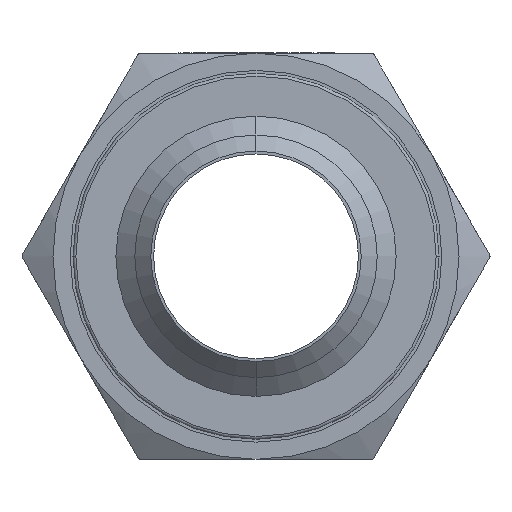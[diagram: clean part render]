
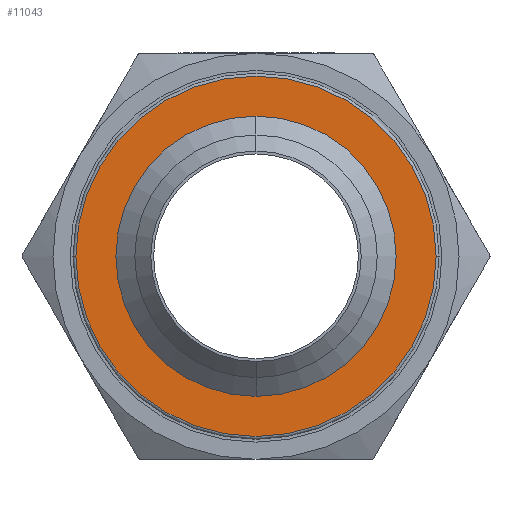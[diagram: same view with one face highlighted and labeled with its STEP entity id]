
A CAD part, left-side view. The second image highlights one B-rep face of the part: STEP entity #11043.
In plain terms, the highlighted planar face has unit normal (-1, 0, 0).
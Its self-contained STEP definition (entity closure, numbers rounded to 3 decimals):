
#306 = DIRECTION ( 'NONE',  ( 0., 0., -1. ) ) ;
#348 = CARTESIAN_POINT ( 'NONE',  ( -12.7, 0., 0. ) ) ;
#1043 = DIRECTION ( 'NONE',  ( -1., 0., 0. ) ) ;
#1508 = CIRCLE ( 'NONE', #9793, 31.5 ) ;
#2546 = FACE_BOUND ( 'NONE', #10289, .T. ) ;
#3070 = ORIENTED_EDGE ( 'NONE', *, *, #9724, .F. ) ;
#3098 = DIRECTION ( 'NONE',  ( 1., 0., 0. ) ) ;
#3194 = CIRCLE ( 'NONE', #7008, 31.5 ) ;
#3495 = DIRECTION ( 'NONE',  ( 0., 1., 0. ) ) ;
#4015 = EDGE_CURVE ( 'NONE', #4281, #5844, #6544, .T. ) ;
#4109 = DIRECTION ( 'NONE',  ( 0., 0., -1. ) ) ;
#4281 = VERTEX_POINT ( 'NONE', #12589 ) ;
#5431 = PLANE ( 'NONE',  #11281 ) ;
#5832 = EDGE_LOOP ( 'NONE', ( #3070, #8530 ) ) ;
#5844 = VERTEX_POINT ( 'NONE', #6080 ) ;
#6080 = CARTESIAN_POINT ( 'NONE',  ( -12.7, 0., -24.5 ) ) ;
#6544 = CIRCLE ( 'NONE', #8378, 24.5 ) ;
#6577 = ORIENTED_EDGE ( 'NONE', *, *, #7106, .F. ) ;
#6785 = CARTESIAN_POINT ( 'NONE',  ( -12.7, 31.5, 0. ) ) ;
#7008 = AXIS2_PLACEMENT_3D ( 'NONE', #348, #11663, #306 ) ;
#7106 = EDGE_CURVE ( 'NONE', #5844, #4281, #12833, .T. ) ;
#7197 = DIRECTION ( 'NONE',  ( -1., 0., 0. ) ) ;
#7251 = DIRECTION ( 'NONE',  ( 0., 0., 1. ) ) ;
#7563 = CARTESIAN_POINT ( 'NONE',  ( -12.7, 0., 32. ) ) ;
#8158 = CARTESIAN_POINT ( 'NONE',  ( -12.7, 0., 0. ) ) ;
#8202 = CARTESIAN_POINT ( 'NONE',  ( -12.7, 0., 0. ) ) ;
#8234 = DIRECTION ( 'NONE',  ( 0., 0., 1. ) ) ;
#8378 = AXIS2_PLACEMENT_3D ( 'NONE', #8158, #7197, #7251 ) ;
#8530 = ORIENTED_EDGE ( 'NONE', *, *, #9116, .F. ) ;
#8552 = CARTESIAN_POINT ( 'NONE',  ( -12.7, -31.5, 0. ) ) ;
#9019 = ORIENTED_EDGE ( 'NONE', *, *, #4015, .F. ) ;
#9116 = EDGE_CURVE ( 'NONE', #10509, #12439, #1508, .T. ) ;
#9724 = EDGE_CURVE ( 'NONE', #12439, #10509, #3194, .T. ) ;
#9793 = AXIS2_PLACEMENT_3D ( 'NONE', #8202, #3098, #4109 ) ;
#10268 = CARTESIAN_POINT ( 'NONE',  ( -12.7, 0., 0. ) ) ;
#10289 = EDGE_LOOP ( 'NONE', ( #9019, #6577 ) ) ;
#10416 = FACE_OUTER_BOUND ( 'NONE', #5832, .T. ) ;
#10509 = VERTEX_POINT ( 'NONE', #6785 ) ;
#10554 = DIRECTION ( 'NONE',  ( 1., 0., 0. ) ) ;
#11043 = ADVANCED_FACE ( 'NONE', ( #2546, #10416 ), #5431, .F. ) ;
#11281 = AXIS2_PLACEMENT_3D ( 'NONE', #7563, #10554, #3495 ) ;
#11663 = DIRECTION ( 'NONE',  ( 1., 0., 0. ) ) ;
#12439 = VERTEX_POINT ( 'NONE', #8552 ) ;
#12589 = CARTESIAN_POINT ( 'NONE',  ( -12.7, 0., 24.5 ) ) ;
#12641 = AXIS2_PLACEMENT_3D ( 'NONE', #10268, #1043, #8234 ) ;
#12833 = CIRCLE ( 'NONE', #12641, 24.5 ) ;
